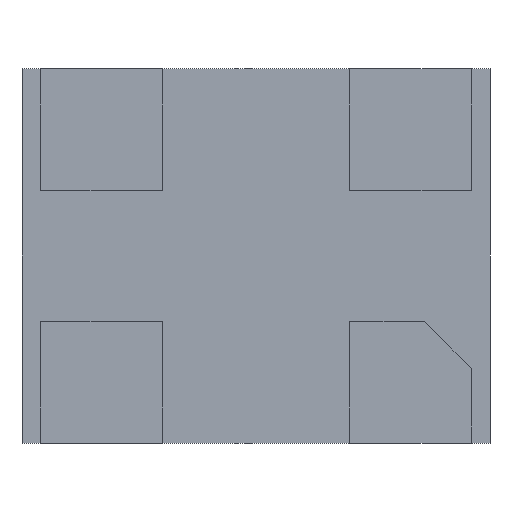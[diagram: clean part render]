
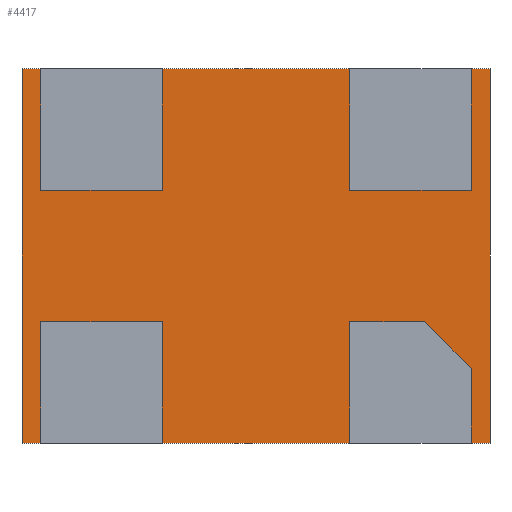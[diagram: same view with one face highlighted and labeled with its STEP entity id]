
A CAD part, front view. The second image highlights one B-rep face of the part: STEP entity #4417.
In plain terms, the highlighted planar face has unit normal (0, -1, 0).
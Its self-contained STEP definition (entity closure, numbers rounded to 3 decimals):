
#233 = FACE_OUTER_BOUND ( 'NONE', #3593, .T. ) ;
#290 = AXIS2_PLACEMENT_3D ( 'NONE', #2744, #2745, #2746 ) ;
#292 = VECTOR ( 'NONE', #2819, 1000. ) ;
#1581 = CARTESIAN_POINT ( 'NONE',  ( -1.25, -0.41, 1. ) ) ;
#1583 = DIRECTION ( 'NONE',  ( 0., 0., -1. ) ) ;
#1584 = LINE ( 'NONE', #1581, #4710 ) ;
#1585 = DIRECTION ( 'NONE',  ( 1., 0., 0. ) ) ;
#1586 = CARTESIAN_POINT ( 'NONE',  ( -1.25, -0.41, -1. ) ) ;
#1588 = LINE ( 'NONE', #1586, #4717 ) ;
#1656 = CARTESIAN_POINT ( 'NONE',  ( -1.25, -0.41, 1. ) ) ;
#1765 = CARTESIAN_POINT ( 'NONE',  ( -1.25, -0.41, -1. ) ) ;
#1790 = CARTESIAN_POINT ( 'NONE',  ( 1.25, -0.41, 1. ) ) ;
#1818 = CARTESIAN_POINT ( 'NONE',  ( -1.25, -0.41, 1. ) ) ;
#1823 = CARTESIAN_POINT ( 'NONE',  ( 1.25, -0.41, -1. ) ) ;
#1991 = LINE ( 'NONE', #1818, #4753 ) ;
#2006 = DIRECTION ( 'NONE',  ( 1., 0., 0. ) ) ;
#2743 = PLANE ( 'NONE',  #290 ) ;
#2744 = CARTESIAN_POINT ( 'NONE',  ( -1.25, -0.41, 1. ) ) ;
#2745 = DIRECTION ( 'NONE',  ( 0., 1., 0. ) ) ;
#2746 = DIRECTION ( 'NONE',  ( 0., 0., 1. ) ) ;
#2817 = LINE ( 'NONE', #2818, #292 ) ;
#2818 = CARTESIAN_POINT ( 'NONE',  ( 1.25, -0.41, 1. ) ) ;
#2819 = DIRECTION ( 'NONE',  ( 0., 0., -1. ) ) ;
#3214 = VERTEX_POINT ( 'NONE', #1823 ) ;
#3225 = VERTEX_POINT ( 'NONE', #1790 ) ;
#3264 = VERTEX_POINT ( 'NONE', #1765 ) ;
#3363 = ORIENTED_EDGE ( 'NONE', *, *, #4433, .F. ) ;
#3376 = ORIENTED_EDGE ( 'NONE', *, *, #4156, .F. ) ;
#3377 = ORIENTED_EDGE ( 'NONE', *, *, #4125, .T. ) ;
#3523 = VERTEX_POINT ( 'NONE', #1656 ) ;
#3593 = EDGE_LOOP ( 'NONE', ( #3377, #3363, #3376, #3595 ) ) ;
#3595 = ORIENTED_EDGE ( 'NONE', *, *, #4126, .T. ) ;
#4125 = EDGE_CURVE ( 'NONE', #3264, #3214, #1588, .T. ) ;
#4126 = EDGE_CURVE ( 'NONE', #3523, #3264, #1584, .T. ) ;
#4156 = EDGE_CURVE ( 'NONE', #3523, #3225, #1991, .T. ) ;
#4417 = ADVANCED_FACE ( 'NONE', ( #233 ), #2743, .F. ) ;
#4433 = EDGE_CURVE ( 'NONE', #3225, #3214, #2817, .T. ) ;
#4710 = VECTOR ( 'NONE', #1583, 1000. ) ;
#4717 = VECTOR ( 'NONE', #1585, 1000. ) ;
#4753 = VECTOR ( 'NONE', #2006, 1000. ) ;
